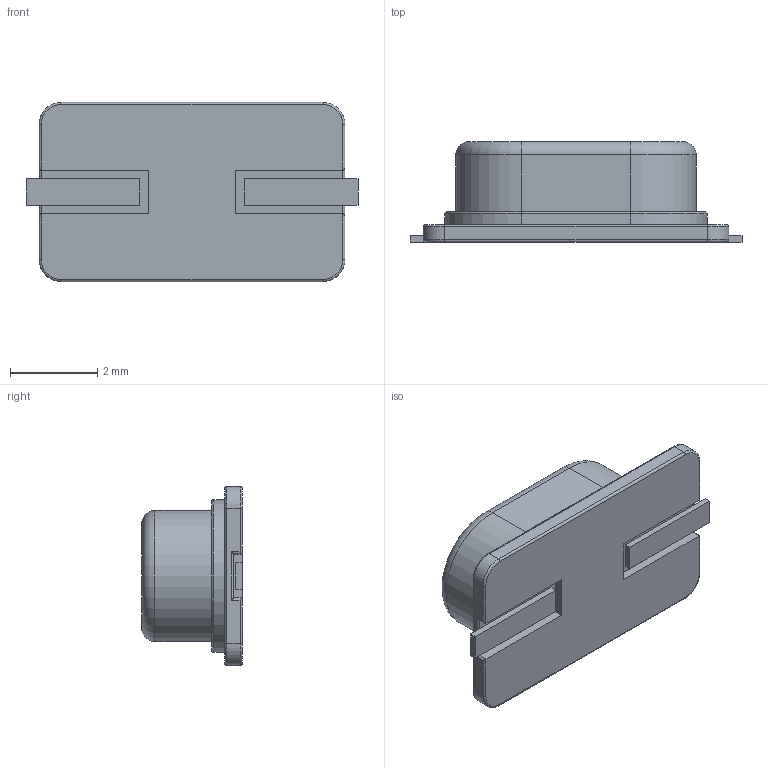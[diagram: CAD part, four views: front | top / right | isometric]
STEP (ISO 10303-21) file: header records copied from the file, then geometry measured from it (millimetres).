
FILE_DESCRIPTION (( 'STEP AP214' ), '1' );
FILE_NAME ('ECS CSM-3X.STEP', '2016-01-06T06:20:34', ( '' ), ( '' ), 'SwSTEP 2.0', 'SolidWorks 2015', '' );
FILE_SCHEMA (( 'AUTOMOTIVE_DESIGN' ));
Length unit declared in the file: millimetre
Products named in the file (1): ECS CSM-3X
Bounding box: 7.6 x 2.3 x 4.1 mm (x, y, z)
Volume: 39.4 mm3; surface area: 100.4 mm2
Topology: 3 solids, 3 shells, 72 faces, 160 edges, 96 vertices
Faces by surface type: plane 32, cylinder 28, torus 12
Entity records: 2474 total; most frequent: CARTESIAN_POINT 353, DIRECTION 350, ORIENTED_EDGE 320, EDGE_CURVE 160, AXIS2_PLACEMENT_3D 125, VECTOR 100, LINE 100, VERTEX_POINT 96
